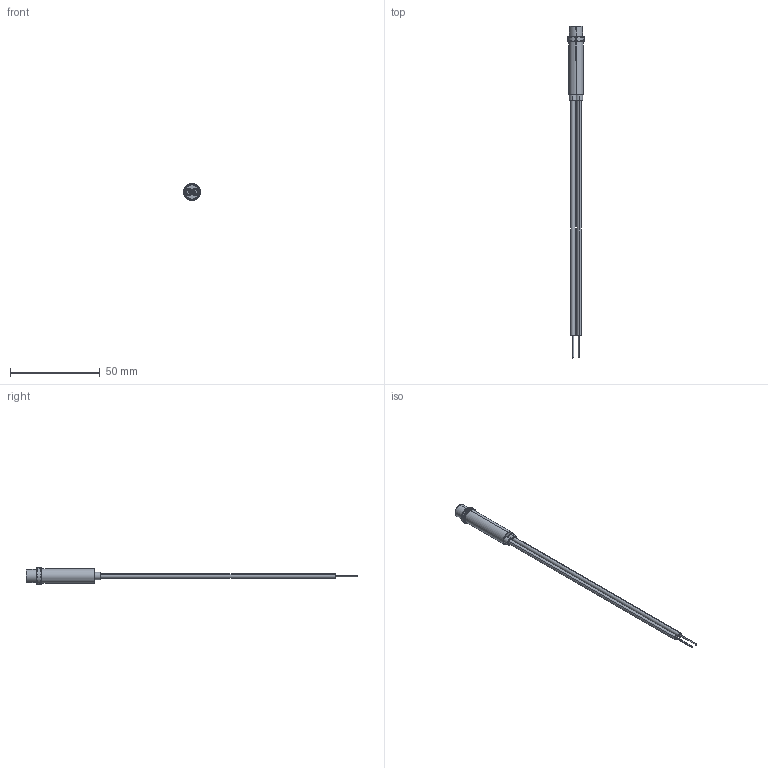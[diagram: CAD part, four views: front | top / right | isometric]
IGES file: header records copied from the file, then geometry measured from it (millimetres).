
Start section: SolidWorks IGES file using analytic representation for surfaces
Global section: file name: 2191 SERIES GLO-DOT.IGS; native system: SolidWorks 2016; preprocessor: SolidWorks 2016; author: tstoltenburg; date: 170919.154218; units: inch
Bounding box: 9.44 x 184.8 x 9.44 mm (x, y, z)
Surface area: 5191.4 mm2 (no closed solid volume)
Topology: 0 solids, 0 shells, 204 faces, 2423 edges, 2421 vertices
Faces by surface type: bspline 105, revolution 99
